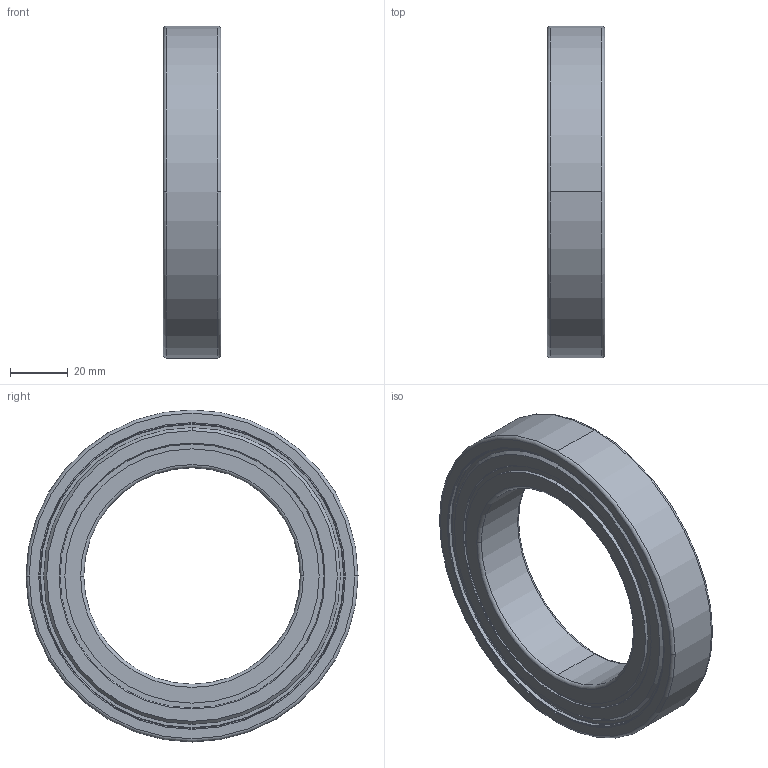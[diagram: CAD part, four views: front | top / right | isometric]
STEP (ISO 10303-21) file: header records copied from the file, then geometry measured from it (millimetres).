
FILE_DESCRIPTION(('STEP AP214'),'1');
FILE_NAME('6015-2z.stp','2025-09-25T12:10:14',('TraceParts'),('TraceParts S.A.S.'),'Spatial InterOp 3D',' ',' ');
FILE_SCHEMA(('AUTOMOTIVE_DESIGN { 1 0 10303 214 1 1 1 1 }'));
Length unit declared in the file: millimetre
Products named in the file (1): inafag_6015-2z_2d09tigesrk6uh0853d9ald6d_1
Bounding box: 20 x 115 x 115 mm (x, y, z)
Volume: 79944.7 mm3; surface area: 52962.2 mm2
Topology: 19 solids, 19 shells, 118 faces, 292 edges, 164 vertices
Faces by surface type: sphere 30, cylinder 28, torus 24, plane 20, cone 16
Entity records: 4237 total; most frequent: DIRECTION 694, CARTESIAN_POINT 533, ORIENTED_EDGE 464, AXIS2_PLACEMENT_3D 325, EDGE_CURVE 232, CIRCLE 188, VERTEX_POINT 164, EDGE_LOOP 138
